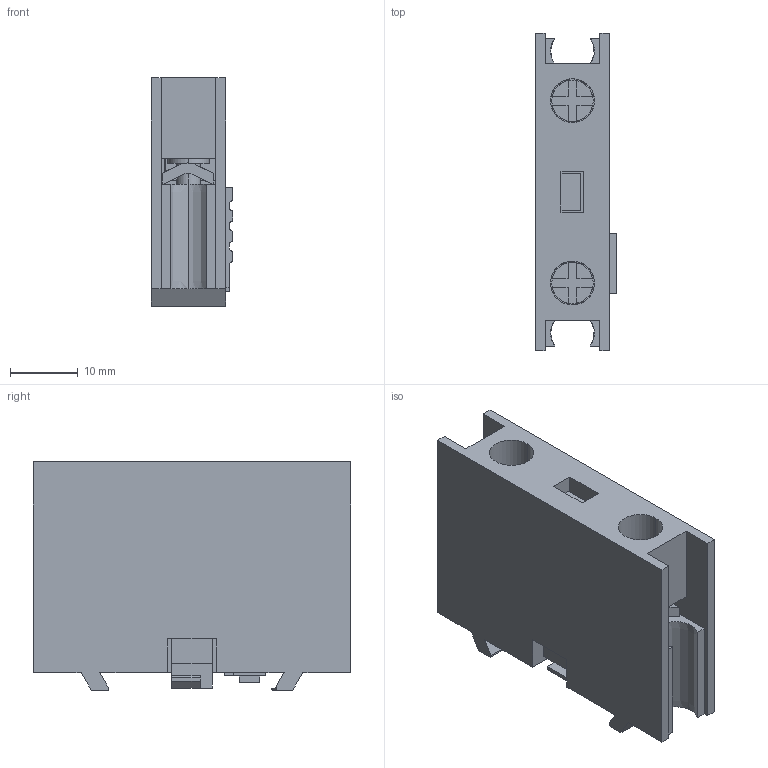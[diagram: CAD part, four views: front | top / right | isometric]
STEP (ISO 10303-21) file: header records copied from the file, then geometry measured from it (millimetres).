
FILE_DESCRIPTION((''),'2;1');
FILE_NAME('1637302658457_ASM','2021-11-19T11:47:39',('SESA540900'),('Schneider-Electric'),'CREO PARAMETRIC BY PTC INC, 2019471','CREO PARAMETRIC BY PTC INC, 2019471','');
FILE_SCHEMA(('AP242_MANAGED_MODEL_BASED_3D_ENGINEERING_MIM_LF { 1 0 10303 442 1 1 4 }'));
Length unit declared in the file: millimetre
Products named in the file (4): EMPTYNODE_1637302658550_ASM; LADNXX-1CT-3D-SIMPLIFIED; LADNXX-1CT-3D_ASM; 1637302658457_ASM
Assembly tree (3 placements, depth 3):
  1637302658457_ASM
    EMPTYNODE_1637302658550_ASM
    LADNXX-1CT-3D_ASM
      LADNXX-1CT-3D-SIMPLIFIED
Bounding box: 12.05 x 47 x 33.8 mm (x, y, z)
Volume: 12190.5 mm3; surface area: 8311.8 mm2
Topology: 1 solids, 1 shells, 224 faces, 685 edges, 466 vertices
Faces by surface type: plane 184, cylinder 36, extrusion 4
Entity records: 11767 total; most frequent: CARTESIAN_POINT 1667, ORIENTED_EDGE 1332, DIRECTION 1195, PRESENTATION_STYLE_ASSIGNMENT 809, STYLED_ITEM 688, CURVE_STYLE 687, EDGE_CURVE 666, VECTOR 583
